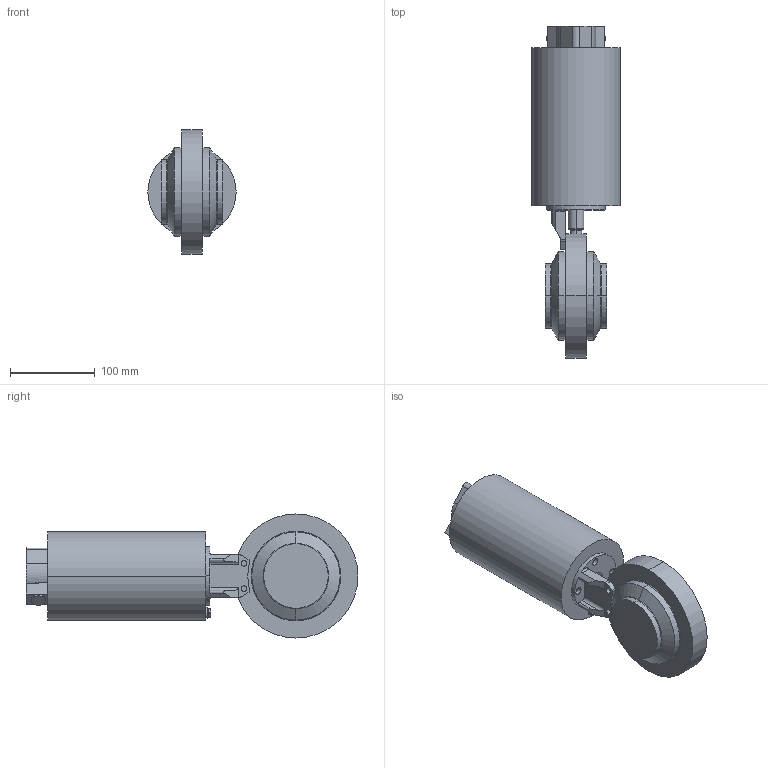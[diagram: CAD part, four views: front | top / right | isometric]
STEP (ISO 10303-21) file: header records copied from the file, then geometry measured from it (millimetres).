
FILE_DESCRIPTION (( 'STEP AP214' ), '1' );
FILE_NAME ('4551076000-xxx.STEP', '2017-03-27T09:59:59', ( '' ), ( '' ), 'SwSTEP 2.0', 'SolidWorks 2017', '' );
FILE_SCHEMA (( 'AUTOMOTIVE_DESIGN' ));
Length unit declared in the file: millimetre
Products named in the file (2): 4551076000-xxx; 4551076-TDMY_1-+-4551076-TDMY_-
Assembly tree (1 placements, depth 2):
  4551076000-xxx
    4551076-TDMY_1-+-4551076-TDMY_-
Bounding box: 104 x 390.69 x 146 mm (x, y, z)
Volume: 2411514.3 mm3; surface area: 148333.4 mm2
Topology: 1 solids, 3 shells, 191 faces, 512 edges, 323 vertices
Faces by surface type: plane 84, cylinder 72, cone 23, torus 8, sphere 2, bspline 2
Entity records: 6372 total; most frequent: CARTESIAN_POINT 1374, DIRECTION 1084, ORIENTED_EDGE 1024, EDGE_CURVE 512, AXIS2_PLACEMENT_3D 417, VERTEX_POINT 323, LINE 250, VECTOR 250
